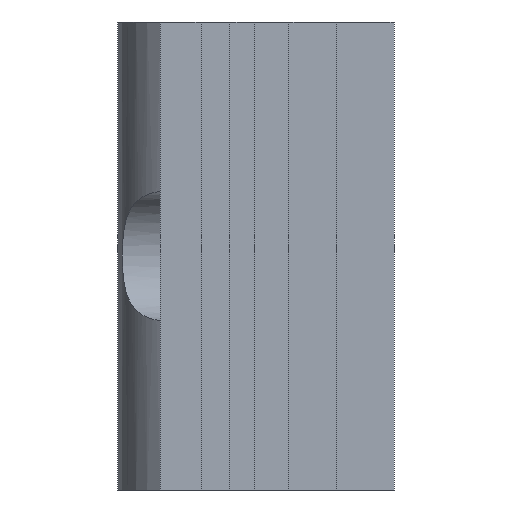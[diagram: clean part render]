
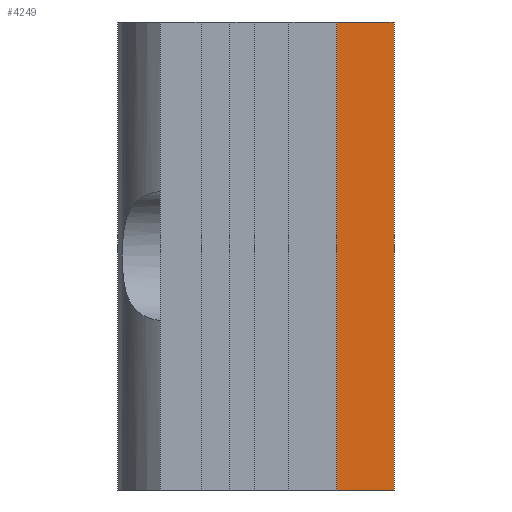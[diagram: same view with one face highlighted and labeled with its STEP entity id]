
A CAD part, left-side view. The second image highlights one B-rep face of the part: STEP entity #4249.
In plain terms, the highlighted planar face has unit normal (-1, 0, 0).
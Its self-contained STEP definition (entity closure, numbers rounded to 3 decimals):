
#106 = PLANE('',#107);
#107 = AXIS2_PLACEMENT_3D('',#108,#109,#110);
#108 = CARTESIAN_POINT('',(1.05,8.25,57.));
#109 = DIRECTION('',(0.,0.,-1.));
#110 = DIRECTION('',(-1.,0.,0.));
#240 = PLANE('',#241);
#241 = AXIS2_PLACEMENT_3D('',#242,#243,#244);
#242 = CARTESIAN_POINT('',(1.05,8.25,0.));
#243 = DIRECTION('',(0.,0.,1.));
#244 = DIRECTION('',(1.,0.,0.));
#1127 = VERTEX_POINT('',#1128);
#1128 = CARTESIAN_POINT('',(8.25,-11.75,0.));
#1142 = PLANE('',#1143);
#1143 = AXIS2_PLACEMENT_3D('',#1144,#1145,#1146);
#1144 = CARTESIAN_POINT('',(11.75,-11.75,0.));
#1145 = DIRECTION('',(0.,-1.,0.));
#1146 = DIRECTION('',(-1.,0.,0.));
#1154 = EDGE_CURVE('',#1155,#1127,#1157,.T.);
#1155 = VERTEX_POINT('',#1156);
#1156 = CARTESIAN_POINT('',(8.25,-4.75,0.));
#1157 = SURFACE_CURVE('',#1158,(#1162,#1169),.PCURVE_S1.);
#1158 = LINE('',#1159,#1160);
#1159 = CARTESIAN_POINT('',(8.25,-4.75,0.));
#1160 = VECTOR('',#1161,1.);
#1161 = DIRECTION('',(0.,-1.,0.));
#1162 = PCURVE('',#240,#1163);
#1163 = DEFINITIONAL_REPRESENTATION('',(#1164),#1168);
#1164 = LINE('',#1165,#1166);
#1165 = CARTESIAN_POINT('',(7.2,-13.));
#1166 = VECTOR('',#1167,1.);
#1167 = DIRECTION('',(0.,-1.));
#1168 = ( GEOMETRIC_REPRESENTATION_CONTEXT(2) 
PARAMETRIC_REPRESENTATION_CONTEXT() REPRESENTATION_CONTEXT('2D SPACE',''
  ) );
#1169 = PCURVE('',#1170,#1175);
#1170 = PLANE('',#1171);
#1171 = AXIS2_PLACEMENT_3D('',#1172,#1173,#1174);
#1172 = CARTESIAN_POINT('',(8.25,-4.75,0.));
#1173 = DIRECTION('',(1.,0.,0.));
#1174 = DIRECTION('',(0.,-1.,0.));
#1175 = DEFINITIONAL_REPRESENTATION('',(#1176),#1180);
#1176 = LINE('',#1177,#1178);
#1177 = CARTESIAN_POINT('',(0.,0.));
#1178 = VECTOR('',#1179,1.);
#1179 = DIRECTION('',(1.,0.));
#1180 = ( GEOMETRIC_REPRESENTATION_CONTEXT(2) 
PARAMETRIC_REPRESENTATION_CONTEXT() REPRESENTATION_CONTEXT('2D SPACE',''
  ) );
#1198 = PLANE('',#1199);
#1199 = AXIS2_PLACEMENT_3D('',#1200,#1201,#1202);
#1200 = CARTESIAN_POINT('',(8.25,-4.75,0.));
#1201 = DIRECTION('',(0.,-1.,0.));
#1202 = DIRECTION('',(-1.,0.,0.));
#1686 = VERTEX_POINT('',#1687);
#1687 = CARTESIAN_POINT('',(8.25,-11.75,57.));
#1708 = EDGE_CURVE('',#1709,#1686,#1711,.T.);
#1709 = VERTEX_POINT('',#1710);
#1710 = CARTESIAN_POINT('',(8.25,-4.75,57.));
#1711 = SURFACE_CURVE('',#1712,(#1716,#1723),.PCURVE_S1.);
#1712 = LINE('',#1713,#1714);
#1713 = CARTESIAN_POINT('',(8.25,-4.75,57.));
#1714 = VECTOR('',#1715,1.);
#1715 = DIRECTION('',(0.,-1.,0.));
#1716 = PCURVE('',#106,#1717);
#1717 = DEFINITIONAL_REPRESENTATION('',(#1718),#1722);
#1718 = LINE('',#1719,#1720);
#1719 = CARTESIAN_POINT('',(-7.2,-13.));
#1720 = VECTOR('',#1721,1.);
#1721 = DIRECTION('',(0.,-1.));
#1722 = ( GEOMETRIC_REPRESENTATION_CONTEXT(2) 
PARAMETRIC_REPRESENTATION_CONTEXT() REPRESENTATION_CONTEXT('2D SPACE',''
  ) );
#1723 = PCURVE('',#1170,#1724);
#1724 = DEFINITIONAL_REPRESENTATION('',(#1725),#1729);
#1725 = LINE('',#1726,#1727);
#1726 = CARTESIAN_POINT('',(0.,-57.));
#1727 = VECTOR('',#1728,1.);
#1728 = DIRECTION('',(1.,0.));
#1729 = ( GEOMETRIC_REPRESENTATION_CONTEXT(2) 
PARAMETRIC_REPRESENTATION_CONTEXT() REPRESENTATION_CONTEXT('2D SPACE',''
  ) );
#4228 = EDGE_CURVE('',#1127,#1686,#4229,.T.);
#4229 = SURFACE_CURVE('',#4230,(#4234,#4241),.PCURVE_S1.);
#4230 = LINE('',#4231,#4232);
#4231 = CARTESIAN_POINT('',(8.25,-11.75,0.));
#4232 = VECTOR('',#4233,1.);
#4233 = DIRECTION('',(0.,0.,1.));
#4234 = PCURVE('',#1142,#4235);
#4235 = DEFINITIONAL_REPRESENTATION('',(#4236),#4240);
#4236 = LINE('',#4237,#4238);
#4237 = CARTESIAN_POINT('',(3.5,0.));
#4238 = VECTOR('',#4239,1.);
#4239 = DIRECTION('',(0.,-1.));
#4240 = ( GEOMETRIC_REPRESENTATION_CONTEXT(2) 
PARAMETRIC_REPRESENTATION_CONTEXT() REPRESENTATION_CONTEXT('2D SPACE',''
  ) );
#4241 = PCURVE('',#1170,#4242);
#4242 = DEFINITIONAL_REPRESENTATION('',(#4243),#4247);
#4243 = LINE('',#4244,#4245);
#4244 = CARTESIAN_POINT('',(7.,0.));
#4245 = VECTOR('',#4246,1.);
#4246 = DIRECTION('',(0.,-1.));
#4247 = ( GEOMETRIC_REPRESENTATION_CONTEXT(2) 
PARAMETRIC_REPRESENTATION_CONTEXT() REPRESENTATION_CONTEXT('2D SPACE',''
  ) );
#4249 = ADVANCED_FACE('',(#4250),#1170,.F.);
#4250 = FACE_BOUND('',#4251,.F.);
#4251 = EDGE_LOOP('',(#4252,#4273,#4274,#4275));
#4252 = ORIENTED_EDGE('',*,*,#4253,.T.);
#4253 = EDGE_CURVE('',#1155,#1709,#4254,.T.);
#4254 = SURFACE_CURVE('',#4255,(#4259,#4266),.PCURVE_S1.);
#4255 = LINE('',#4256,#4257);
#4256 = CARTESIAN_POINT('',(8.25,-4.75,0.));
#4257 = VECTOR('',#4258,1.);
#4258 = DIRECTION('',(0.,0.,1.));
#4259 = PCURVE('',#1170,#4260);
#4260 = DEFINITIONAL_REPRESENTATION('',(#4261),#4265);
#4261 = LINE('',#4262,#4263);
#4262 = CARTESIAN_POINT('',(0.,0.));
#4263 = VECTOR('',#4264,1.);
#4264 = DIRECTION('',(0.,-1.));
#4265 = ( GEOMETRIC_REPRESENTATION_CONTEXT(2) 
PARAMETRIC_REPRESENTATION_CONTEXT() REPRESENTATION_CONTEXT('2D SPACE',''
  ) );
#4266 = PCURVE('',#1198,#4267);
#4267 = DEFINITIONAL_REPRESENTATION('',(#4268),#4272);
#4268 = LINE('',#4269,#4270);
#4269 = CARTESIAN_POINT('',(0.,-0.));
#4270 = VECTOR('',#4271,1.);
#4271 = DIRECTION('',(0.,-1.));
#4272 = ( GEOMETRIC_REPRESENTATION_CONTEXT(2) 
PARAMETRIC_REPRESENTATION_CONTEXT() REPRESENTATION_CONTEXT('2D SPACE',''
  ) );
#4273 = ORIENTED_EDGE('',*,*,#1708,.T.);
#4274 = ORIENTED_EDGE('',*,*,#4228,.F.);
#4275 = ORIENTED_EDGE('',*,*,#1154,.F.);
